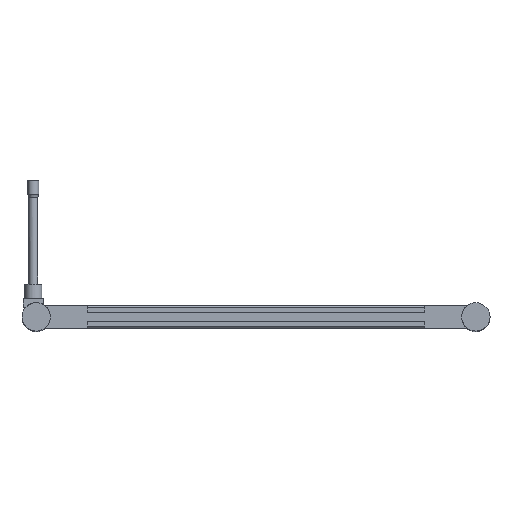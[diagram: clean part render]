
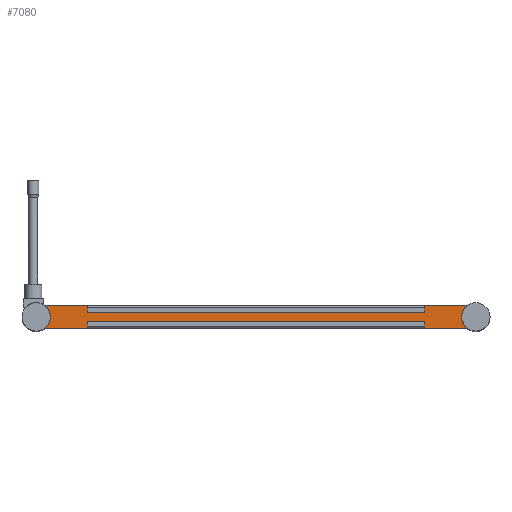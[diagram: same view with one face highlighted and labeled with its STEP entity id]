
A CAD part, top view. The second image highlights one B-rep face of the part: STEP entity #7080.
In plain terms, the highlighted planar face has unit normal (0, 0, 1).
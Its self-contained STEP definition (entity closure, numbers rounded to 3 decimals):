
#1927=CARTESIAN_POINT('',(-177.271,1.593,141.85));
#1928=VERTEX_POINT('',#1927);
#1954=CARTESIAN_POINT('',(-173.271,9.593,141.85));
#1955=VERTEX_POINT('',#1954);
#1956=CARTESIAN_POINT('',(-183.271,9.593,141.85));
#1957=DIRECTION('',(0.,0.,-1.));
#1958=DIRECTION('',(-1.,0.,0.));
#1959=AXIS2_PLACEMENT_3D('',#1956,#1957,#1958);
#1960=CIRCLE('',#1959,10.);
#1961=EDGE_CURVE('NONE',#1955,#1928,#1960,.T.);
#2081=CARTESIAN_POINT('',(-177.271,17.593,141.85));
#2082=VERTEX_POINT('',#2081);
#2083=CARTESIAN_POINT('',(-183.271,9.593,141.85));
#2084=DIRECTION('',(0.,0.,-1.));
#2085=DIRECTION('',(-1.,0.,0.));
#2086=AXIS2_PLACEMENT_3D('',#2083,#2084,#2085);
#2087=CIRCLE('',#2086,10.);
#2088=EDGE_CURVE('NONE',#2082,#1955,#2087,.T.);
#4688=CARTESIAN_POINT('',(116.929,9.593,141.85));
#4689=VERTEX_POINT('',#4688);
#4715=CARTESIAN_POINT('',(120.929,1.593,141.85));
#4716=VERTEX_POINT('',#4715);
#4717=CARTESIAN_POINT('',(126.929,9.593,141.85));
#4718=DIRECTION('',(0.,0.,-1.));
#4719=DIRECTION('',(-1.,0.,0.));
#4720=AXIS2_PLACEMENT_3D('',#4717,#4718,#4719);
#4721=CIRCLE('',#4720,10.);
#4722=EDGE_CURVE('NONE',#4716,#4689,#4721,.T.);
#6569=CARTESIAN_POINT('',(120.929,17.593,141.85));
#6570=VERTEX_POINT('',#6569);
#6596=CARTESIAN_POINT('',(126.929,9.593,141.85));
#6597=DIRECTION('',(0.,0.,-1.));
#6598=DIRECTION('',(-1.,0.,0.));
#6599=AXIS2_PLACEMENT_3D('',#6596,#6597,#6598);
#6600=CIRCLE('',#6599,10.);
#6601=EDGE_CURVE('NONE',#4689,#6570,#6600,.T.);
#6967=CARTESIAN_POINT('',(90.929,16.093,141.85));
#6968=VERTEX_POINT('',#6967);
#6969=CARTESIAN_POINT('',(-147.271,16.093,141.85));
#6970=VERTEX_POINT('',#6969);
#6971=CARTESIAN_POINT('',(90.929,16.093,141.85));
#6972=DIRECTION('',(-1.,0.,-0.));
#6973=VECTOR('',#6972,238.2);
#6974=LINE('',#6971,#6973);
#6975=EDGE_CURVE('NONE',#6968,#6970,#6974,.T.);
#7002=CARTESIAN_POINT('',(126.929,3.093,141.85));
#7003=DIRECTION('',(0.,-0.,-1.));
#7004=DIRECTION('',(-1.,0.,-0.));
#7005=AXIS2_PLACEMENT_3D('',#7002,#7003,#7004);
#7006=PLANE('',#7005);
#7007=CARTESIAN_POINT('',(90.929,3.093,141.85));
#7008=VERTEX_POINT('',#7007);
#7009=CARTESIAN_POINT('',(-147.271,3.093,141.85));
#7010=VERTEX_POINT('',#7009);
#7011=CARTESIAN_POINT('',(90.929,3.093,141.85));
#7012=DIRECTION('',(-1.,0.,-0.));
#7013=VECTOR('',#7012,238.2);
#7014=LINE('',#7011,#7013);
#7015=EDGE_CURVE('NONE',#7008,#7010,#7014,.T.);
#7016=ORIENTED_EDGE('',*,*,#7015,.F.);
#7017=CARTESIAN_POINT('',(90.929,1.593,141.85));
#7018=VERTEX_POINT('',#7017);
#7019=CARTESIAN_POINT('',(90.929,1.593,141.85));
#7020=DIRECTION('',(0.,1.,-0.));
#7021=VECTOR('',#7020,1.5);
#7022=LINE('',#7019,#7021);
#7023=EDGE_CURVE('NONE',#7018,#7008,#7022,.T.);
#7024=ORIENTED_EDGE('',*,*,#7023,.F.);
#7025=CARTESIAN_POINT('',(120.929,1.593,141.85));
#7026=DIRECTION('',(-1.,0.,-0.));
#7027=VECTOR('',#7026,30.);
#7028=LINE('',#7025,#7027);
#7029=EDGE_CURVE('NONE',#4716,#7018,#7028,.T.);
#7030=ORIENTED_EDGE('',*,*,#7029,.F.);
#7031=ORIENTED_EDGE('',*,*,#4722,.T.);
#7032=ORIENTED_EDGE('',*,*,#6601,.T.);
#7033=CARTESIAN_POINT('',(90.929,17.593,141.85));
#7034=VERTEX_POINT('',#7033);
#7035=CARTESIAN_POINT('',(120.929,17.593,141.85));
#7036=DIRECTION('',(-1.,0.,-0.));
#7037=VECTOR('',#7036,30.);
#7038=LINE('',#7035,#7037);
#7039=EDGE_CURVE('NONE',#6570,#7034,#7038,.T.);
#7040=ORIENTED_EDGE('',*,*,#7039,.T.);
#7041=CARTESIAN_POINT('',(90.929,16.093,141.85));
#7042=DIRECTION('',(0.,1.,-0.));
#7043=VECTOR('',#7042,1.5);
#7044=LINE('',#7041,#7043);
#7045=EDGE_CURVE('NONE',#6968,#7034,#7044,.T.);
#7046=ORIENTED_EDGE('',*,*,#7045,.F.);
#7047=ORIENTED_EDGE('',*,*,#6975,.T.);
#7048=CARTESIAN_POINT('',(-147.271,17.593,141.85));
#7049=VERTEX_POINT('',#7048);
#7050=CARTESIAN_POINT('',(-147.271,16.093,141.85));
#7051=DIRECTION('',(0.,1.,-0.));
#7052=VECTOR('',#7051,1.5);
#7053=LINE('',#7050,#7052);
#7054=EDGE_CURVE('NONE',#6970,#7049,#7053,.T.);
#7055=ORIENTED_EDGE('',*,*,#7054,.T.);
#7056=CARTESIAN_POINT('',(-147.271,17.593,141.85));
#7057=DIRECTION('',(-1.,0.,-0.));
#7058=VECTOR('',#7057,30.);
#7059=LINE('',#7056,#7058);
#7060=EDGE_CURVE('NONE',#7049,#2082,#7059,.T.);
#7061=ORIENTED_EDGE('',*,*,#7060,.T.);
#7062=ORIENTED_EDGE('',*,*,#2088,.T.);
#7063=ORIENTED_EDGE('',*,*,#1961,.T.);
#7064=CARTESIAN_POINT('',(-147.271,1.593,141.85));
#7065=VERTEX_POINT('',#7064);
#7066=CARTESIAN_POINT('',(-147.271,1.593,141.85));
#7067=DIRECTION('',(-1.,0.,-0.));
#7068=VECTOR('',#7067,30.);
#7069=LINE('',#7066,#7068);
#7070=EDGE_CURVE('NONE',#7065,#1928,#7069,.T.);
#7071=ORIENTED_EDGE('',*,*,#7070,.F.);
#7072=CARTESIAN_POINT('',(-147.271,1.593,141.85));
#7073=DIRECTION('',(0.,1.,-0.));
#7074=VECTOR('',#7073,1.5);
#7075=LINE('',#7072,#7074);
#7076=EDGE_CURVE('NONE',#7065,#7010,#7075,.T.);
#7077=ORIENTED_EDGE('',*,*,#7076,.T.);
#7078=EDGE_LOOP('',(#7016,#7024,#7030,#7031,#7032,#7040,#7046,#7047,#7055,#7061,#7062,#7063,#7071,#7077));
#7079=FACE_BOUND('',#7078,.T.);
#7080=ADVANCED_FACE('NONE',(#7079),#7006,.F.);
